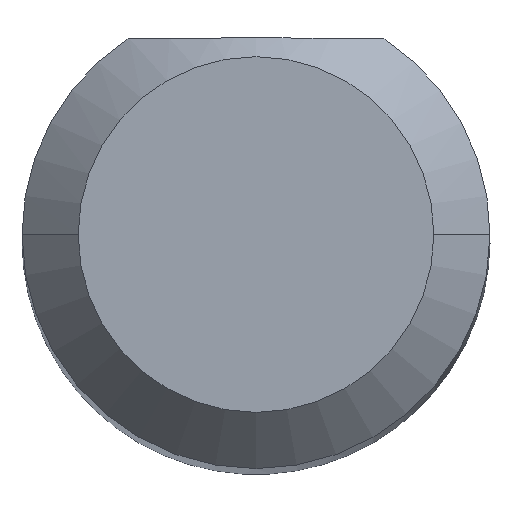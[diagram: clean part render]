
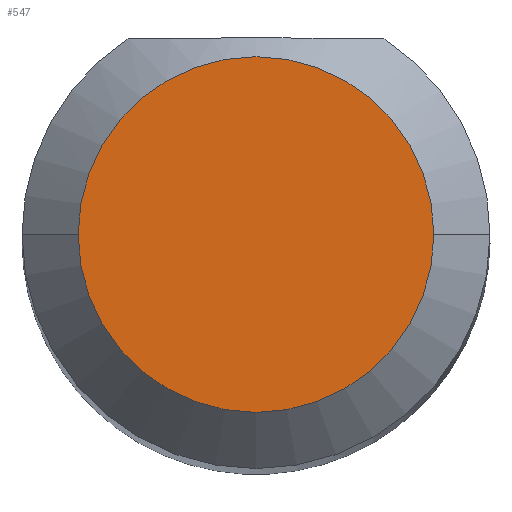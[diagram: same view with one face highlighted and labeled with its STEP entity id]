
A CAD part, top view. The second image highlights one B-rep face of the part: STEP entity #547.
In plain terms, the highlighted planar face has unit normal (0, 0, 1).
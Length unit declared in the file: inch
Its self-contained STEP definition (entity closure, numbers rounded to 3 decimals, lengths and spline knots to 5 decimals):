
#20 = ORIENTED_EDGE ( 'NONE', *, *, #579, .T. ) ;
#41 = FACE_OUTER_BOUND ( 'NONE', #46, .T. ) ;
#45 = DIRECTION ( 'NONE',  ( 0., 0., 1. ) ) ;
#46 = EDGE_LOOP ( 'NONE', ( #20, #695 ) ) ;
#162 = CARTESIAN_POINT ( 'NONE',  ( 0., 0., 1.5 ) ) ;
#257 = AXIS2_PLACEMENT_3D ( 'NONE', #162, #342, #461 ) ;
#275 = CARTESIAN_POINT ( 'NONE',  ( 0., 0., 1.5 ) ) ;
#280 = DIRECTION ( 'NONE',  ( 1., 0., 0. ) ) ;
#283 = DIRECTION ( 'NONE',  ( 0., 0., 1. ) ) ;
#332 = AXIS2_PLACEMENT_3D ( 'NONE', #402, #45, #280 ) ;
#342 = DIRECTION ( 'NONE',  ( 0., 0., 1. ) ) ;
#370 = CIRCLE ( 'NONE', #332, 0.0475 ) ;
#402 = CARTESIAN_POINT ( 'NONE',  ( 0., 0., 1.5 ) ) ;
#406 = CARTESIAN_POINT ( 'NONE',  ( -0.0475, 0., 1.5 ) ) ;
#461 = DIRECTION ( 'NONE',  ( 1., 0., 0. ) ) ;
#526 = AXIS2_PLACEMENT_3D ( 'NONE', #275, #283, #696 ) ;
#547 = ADVANCED_FACE ( 'NONE', ( #41 ), #570, .T. ) ;
#556 = EDGE_CURVE ( 'NONE', #612, #608, #702, .T. ) ;
#570 = PLANE ( 'NONE',  #257 ) ;
#579 = EDGE_CURVE ( 'NONE', #608, #612, #370, .T. ) ;
#608 = VERTEX_POINT ( 'NONE', #406 ) ;
#612 = VERTEX_POINT ( 'NONE', #642 ) ;
#642 = CARTESIAN_POINT ( 'NONE',  ( 0.0475, 0., 1.5 ) ) ;
#695 = ORIENTED_EDGE ( 'NONE', *, *, #556, .T. ) ;
#696 = DIRECTION ( 'NONE',  ( 1., 0., 0. ) ) ;
#702 = CIRCLE ( 'NONE', #526, 0.0475 ) ;
